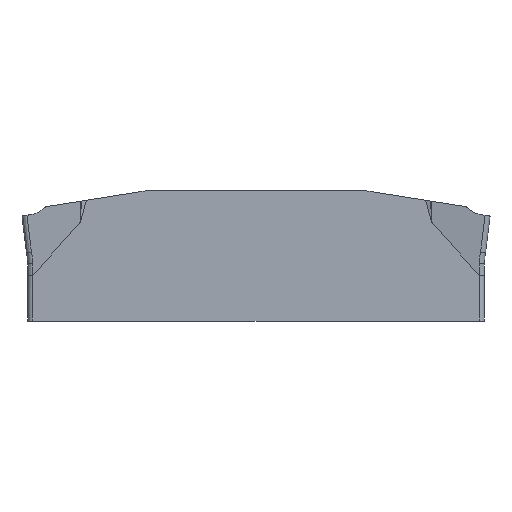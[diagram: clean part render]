
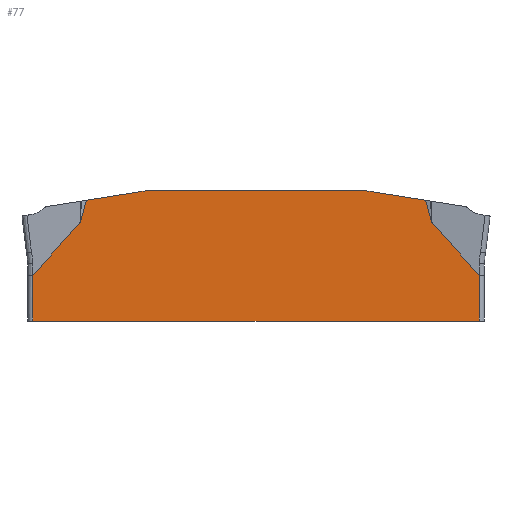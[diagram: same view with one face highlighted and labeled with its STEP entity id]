
A CAD part, left-side view. The second image highlights one B-rep face of the part: STEP entity #77.
In plain terms, the highlighted planar face has unit normal (-1, 0, 0).
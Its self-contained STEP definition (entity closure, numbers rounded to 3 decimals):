
#77=ADVANCED_FACE('SIDE_IB_1_SU5',(#143),#123,.F.);
#123=PLANE('',#877);
#143=FACE_OUTER_BOUND('',#189,.T.);
#189=EDGE_LOOP('',(#235,#236,#237,#238,#239,#240,#241,#242,#243,#244,#245,
#246,#247,#248));
#235=ORIENTED_EDGE('',*,*,#563,.F.);
#236=ORIENTED_EDGE('',*,*,#564,.T.);
#237=ORIENTED_EDGE('',*,*,#565,.T.);
#238=ORIENTED_EDGE('',*,*,#566,.T.);
#239=ORIENTED_EDGE('',*,*,#567,.T.);
#240=ORIENTED_EDGE('',*,*,#568,.T.);
#241=ORIENTED_EDGE('',*,*,#569,.T.);
#242=ORIENTED_EDGE('',*,*,#570,.F.);
#243=ORIENTED_EDGE('',*,*,#571,.T.);
#244=ORIENTED_EDGE('',*,*,#572,.T.);
#245=ORIENTED_EDGE('',*,*,#573,.T.);
#246=ORIENTED_EDGE('',*,*,#574,.T.);
#247=ORIENTED_EDGE('',*,*,#575,.T.);
#248=ORIENTED_EDGE('',*,*,#576,.T.);
#483=VERTEX_POINT('',#1133);
#484=VERTEX_POINT('',#1134);
#485=VERTEX_POINT('',#1136);
#486=VERTEX_POINT('',#1138);
#487=VERTEX_POINT('',#1149);
#488=VERTEX_POINT('',#1151);
#489=VERTEX_POINT('',#1162);
#490=VERTEX_POINT('',#1164);
#491=VERTEX_POINT('',#1166);
#492=VERTEX_POINT('',#1168);
#493=VERTEX_POINT('',#1179);
#494=VERTEX_POINT('',#1181);
#495=VERTEX_POINT('',#1192);
#496=VERTEX_POINT('',#1194);
#563=EDGE_CURVE('',#483,#484,#687,.T.);
#564=EDGE_CURVE('',#483,#485,#688,.T.);
#565=EDGE_CURVE('',#485,#486,#689,.T.);
#566=EDGE_CURVE('',#486,#487,#799,.T.);
#567=EDGE_CURVE('',#487,#488,#690,.T.);
#568=EDGE_CURVE('',#488,#489,#800,.T.);
#569=EDGE_CURVE('',#489,#490,#691,.T.);
#570=EDGE_CURVE('',#491,#490,#692,.T.);
#571=EDGE_CURVE('',#491,#492,#693,.T.);
#572=EDGE_CURVE('',#492,#493,#801,.T.);
#573=EDGE_CURVE('',#493,#494,#694,.T.);
#574=EDGE_CURVE('',#494,#495,#802,.T.);
#575=EDGE_CURVE('',#495,#496,#695,.T.);
#576=EDGE_CURVE('',#496,#484,#696,.T.);
#687=LINE('',#1132,#739);
#688=LINE('',#1135,#740);
#689=LINE('',#1137,#741);
#690=LINE('',#1150,#742);
#691=LINE('',#1163,#743);
#692=LINE('',#1165,#744);
#693=LINE('',#1167,#745);
#694=LINE('',#1180,#746);
#695=LINE('',#1193,#747);
#696=LINE('',#1195,#748);
#739=VECTOR('',#923,1.);
#740=VECTOR('',#924,1.);
#741=VECTOR('',#925,1.);
#742=VECTOR('',#926,1.);
#743=VECTOR('',#927,1.);
#744=VECTOR('',#928,1.);
#745=VECTOR('',#929,1.);
#746=VECTOR('',#930,1.);
#747=VECTOR('',#931,1.);
#748=VECTOR('',#932,1.);
#799=B_SPLINE_CURVE_WITH_KNOTS('',3,(#1139,#1140,#1141,#1142,#1143,#1144,
#1145,#1146,#1147,#1148),.UNSPECIFIED.,.F.,.F.,(4,3,3,4),(0.,0.376,
0.684,1.),.UNSPECIFIED.);
#800=B_SPLINE_CURVE_WITH_KNOTS('',3,(#1152,#1153,#1154,#1155,#1156,#1157,
#1158,#1159,#1160,#1161),.UNSPECIFIED.,.F.,.F.,(4,3,3,4),(0.,0.41,
0.76,1.),.UNSPECIFIED.);
#801=B_SPLINE_CURVE_WITH_KNOTS('',3,(#1169,#1170,#1171,#1172,#1173,#1174,
#1175,#1176,#1177,#1178),.UNSPECIFIED.,.F.,.F.,(4,3,3,4),(0.,0.286,
0.659,1.),.UNSPECIFIED.);
#802=B_SPLINE_CURVE_WITH_KNOTS('',3,(#1182,#1183,#1184,#1185,#1186,#1187,
#1188,#1189,#1190,#1191),.UNSPECIFIED.,.F.,.F.,(4,3,3,4),(0.,0.278,
0.598,1.),.UNSPECIFIED.);
#877=AXIS2_PLACEMENT_3D('',#1196,#933,#934);
#923=DIRECTION('',(0.,-1.,0.));
#924=DIRECTION('',(0.,0.988,-0.156));
#925=DIRECTION('',(0.,0.261,-0.965));
#926=DIRECTION('',(0.,0.665,-0.747));
#927=DIRECTION('',(0.,0.,-1.));
#928=DIRECTION('',(0.,1.,0.));
#929=DIRECTION('',(0.,0.,1.));
#930=DIRECTION('',(0.,0.665,0.747));
#931=DIRECTION('',(0.,0.261,0.965));
#932=DIRECTION('',(0.,0.988,0.156));
#933=DIRECTION('',(1.,0.,0.));
#934=DIRECTION('',(0.,0.,-1.));
#1132=CARTESIAN_POINT('',(-0.8,0.,1.07));
#1133=CARTESIAN_POINT('',(-0.8,4.727,1.07));
#1134=CARTESIAN_POINT('',(-0.8,-4.727,1.07));
#1135=CARTESIAN_POINT('',(-0.8,0.281,1.774));
#1136=CARTESIAN_POINT('',(-0.8,7.229,0.674));
#1137=CARTESIAN_POINT('',(-0.8,6.907,1.866));
#1138=CARTESIAN_POINT('',(-0.8,7.461,-0.183));
#1139=CARTESIAN_POINT('',(-0.8,7.461,-0.183));
#1140=CARTESIAN_POINT('',(-0.8,7.464,-0.195));
#1141=CARTESIAN_POINT('',(-0.8,7.468,-0.207));
#1142=CARTESIAN_POINT('',(-0.8,7.471,-0.219));
#1143=CARTESIAN_POINT('',(-0.8,7.475,-0.228));
#1144=CARTESIAN_POINT('',(-0.8,7.478,-0.237));
#1145=CARTESIAN_POINT('',(-0.8,7.482,-0.247));
#1146=CARTESIAN_POINT('',(-0.8,7.487,-0.256));
#1147=CARTESIAN_POINT('',(-0.8,7.491,-0.265));
#1148=CARTESIAN_POINT('',(-0.8,7.498,-0.273));
#1149=CARTESIAN_POINT('',(-0.8,7.498,-0.273));
#1150=CARTESIAN_POINT('',(-0.8,4.043,3.603));
#1151=CARTESIAN_POINT('',(-0.8,9.504,-2.523));
#1152=CARTESIAN_POINT('',(-0.8,9.504,-2.523));
#1153=CARTESIAN_POINT('',(-0.8,9.505,-2.525));
#1154=CARTESIAN_POINT('',(-0.8,9.507,-2.527));
#1155=CARTESIAN_POINT('',(-0.8,9.509,-2.528));
#1156=CARTESIAN_POINT('',(-0.8,9.511,-2.53));
#1157=CARTESIAN_POINT('',(-0.8,9.513,-2.531));
#1158=CARTESIAN_POINT('',(-0.8,9.515,-2.531));
#1159=CARTESIAN_POINT('',(-0.8,9.516,-2.532));
#1160=CARTESIAN_POINT('',(-0.8,9.518,-2.532));
#1161=CARTESIAN_POINT('',(-0.8,9.519,-2.532));
#1162=CARTESIAN_POINT('',(-0.8,9.519,-2.532));
#1163=CARTESIAN_POINT('',(-0.8,9.519,0.));
#1164=CARTESIAN_POINT('',(-0.8,9.519,-4.47));
#1165=CARTESIAN_POINT('',(-0.8,0.,-4.47));
#1166=CARTESIAN_POINT('',(-0.8,-9.519,-4.47));
#1167=CARTESIAN_POINT('',(-0.8,-9.519,0.));
#1168=CARTESIAN_POINT('',(-0.8,-9.519,-2.532));
#1169=CARTESIAN_POINT('',(-0.8,-9.519,-2.532));
#1170=CARTESIAN_POINT('',(-0.8,-9.518,-2.532));
#1171=CARTESIAN_POINT('',(-0.8,-9.516,-2.532));
#1172=CARTESIAN_POINT('',(-0.8,-9.514,-2.531));
#1173=CARTESIAN_POINT('',(-0.8,-9.512,-2.53));
#1174=CARTESIAN_POINT('',(-0.8,-9.51,-2.529));
#1175=CARTESIAN_POINT('',(-0.8,-9.508,-2.528));
#1176=CARTESIAN_POINT('',(-0.8,-9.507,-2.526));
#1177=CARTESIAN_POINT('',(-0.8,-9.505,-2.525));
#1178=CARTESIAN_POINT('',(-0.8,-9.504,-2.523));
#1179=CARTESIAN_POINT('',(-0.8,-9.504,-2.523));
#1180=CARTESIAN_POINT('',(-0.8,-4.043,3.603));
#1181=CARTESIAN_POINT('',(-0.8,-7.498,-0.273));
#1182=CARTESIAN_POINT('',(-0.8,-7.498,-0.273));
#1183=CARTESIAN_POINT('',(-0.8,-7.492,-0.266));
#1184=CARTESIAN_POINT('',(-0.8,-7.488,-0.258));
#1185=CARTESIAN_POINT('',(-0.8,-7.484,-0.25));
#1186=CARTESIAN_POINT('',(-0.8,-7.479,-0.241));
#1187=CARTESIAN_POINT('',(-0.8,-7.476,-0.231));
#1188=CARTESIAN_POINT('',(-0.8,-7.472,-0.221));
#1189=CARTESIAN_POINT('',(-0.8,-7.468,-0.209));
#1190=CARTESIAN_POINT('',(-0.8,-7.464,-0.196));
#1191=CARTESIAN_POINT('',(-0.8,-7.461,-0.183));
#1192=CARTESIAN_POINT('',(-0.8,-7.461,-0.183));
#1193=CARTESIAN_POINT('',(-0.8,-6.907,1.866));
#1194=CARTESIAN_POINT('',(-0.8,-7.229,0.674));
#1195=CARTESIAN_POINT('',(-0.8,-0.281,1.774));
#1196=CARTESIAN_POINT('',(-0.8,0.,0.));
